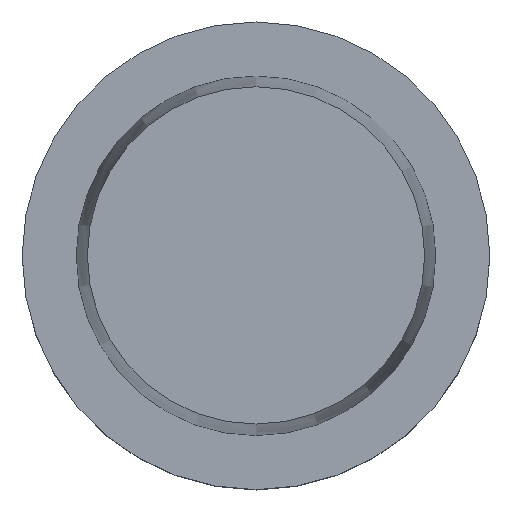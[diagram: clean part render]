
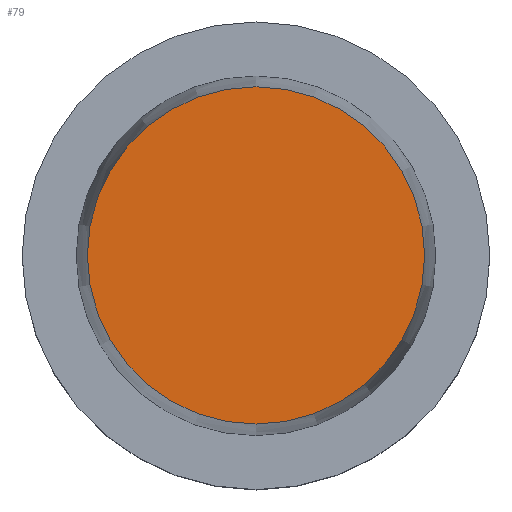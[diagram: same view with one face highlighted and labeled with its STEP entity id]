
A CAD part, top view. The second image highlights one B-rep face of the part: STEP entity #79.
In plain terms, the highlighted planar face has unit normal (0, 0, 1).
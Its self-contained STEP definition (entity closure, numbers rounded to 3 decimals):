
#79=ADVANCED_FACE('Unnamed[1]',(#195),#196,.T.);
#88=EDGE_CURVE('Unnamed[1]',#209,#209,#210,.T.);
#195=FACE_OUTER_BOUND('',#350,.T.);
#196=PLANE('',#351);
#209=VERTEX_POINT('',#368);
#210=CIRCLE('',#369,22.715);
#350=EDGE_LOOP('',(#521));
#351=AXIS2_PLACEMENT_3D('',#522,#523,#524);
#368=CARTESIAN_POINT('',(0.,22.715,32.0));
#369=AXIS2_PLACEMENT_3D('',#537,#538,#539);
#521=ORIENTED_EDGE('',*,*,#88,.F.);
#522=CARTESIAN_POINT('',(0.,11.358,32.));
#523=DIRECTION('',(0.,0.,1.0));
#524=DIRECTION('',(0.,-1.0,0.));
#537=CARTESIAN_POINT('',(0.,0.,32.0));
#538=DIRECTION('',(0.,0.,-1.0));
#539=DIRECTION('',(0.,1.0,0.));
